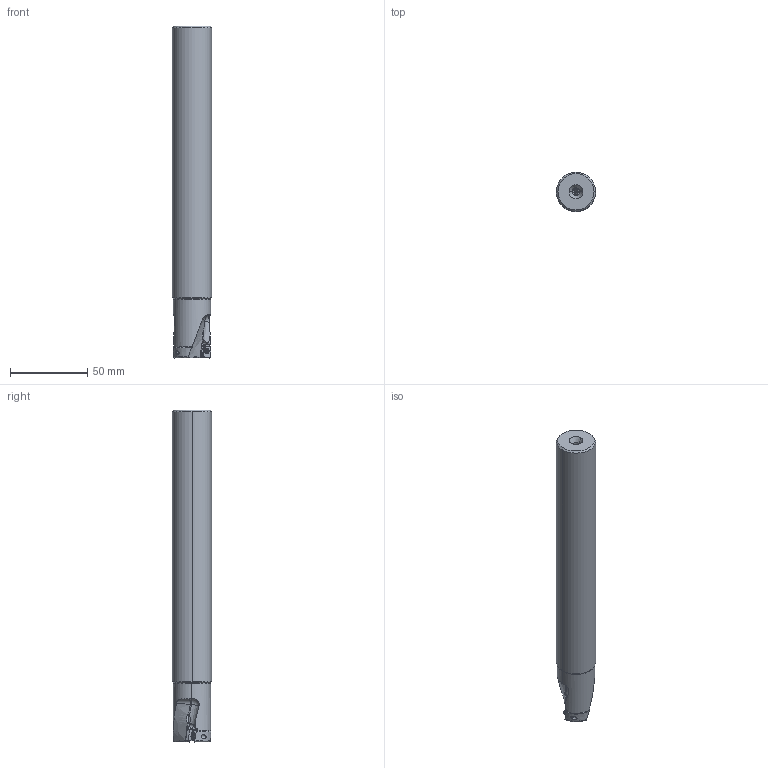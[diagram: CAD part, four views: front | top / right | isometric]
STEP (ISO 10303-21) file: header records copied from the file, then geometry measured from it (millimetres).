
FILE_DESCRIPTION(/* description */ (''),/* implementation_level */ '2;1');
FILE_NAME(/* name */ 'APX3000UR162SA16LA.stp',/* time_stamp */ '2021-09-08T11:46:12+09:00',/* author */ (''),/* organization */ (''),/* preprocessor_version */ 'ST-DEVELOPER v16',/* originating_system */ 'SIEMENS PLM Software NX 10.0',/* authorisation */ '');
FILE_SCHEMA (('AUTOMOTIVE_DESIGN { 1 0 10303 214 3 1 1 1 }'));
Length unit declared in the file: millimetre
Products named in the file (1): APX3000UR162SA16LA_ASM
Bounding box: 25.4 x 25.4 x 214.98 mm (x, y, z)
Volume: 99445.3 mm3; surface area: 21125 mm2
Topology: 3 solids, 3 shells, 196 faces, 596 edges, 416 vertices
Faces by surface type: cylinder 82, plane 40, cone 38, torus 14, sphere 14, bspline 8
Entity records: 10012 total; most frequent: CARTESIAN_POINT 4692, ORIENTED_EDGE 1164, DIRECTION 996, EDGE_CURVE 582, AXIS2_PLACEMENT_3D 424, VERTEX_POINT 396, B_SPLINE_CURVE_WITH_KNOTS 220, EDGE_LOOP 208
